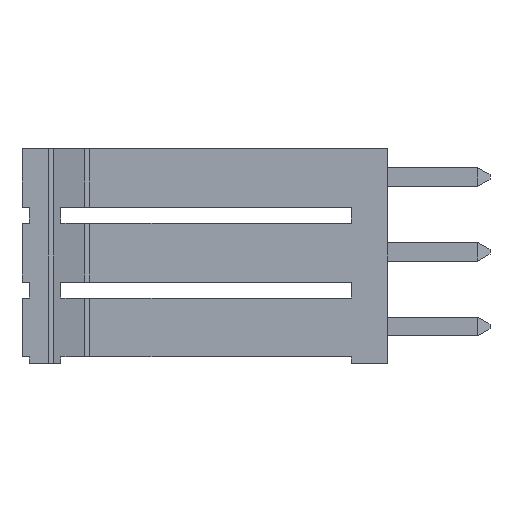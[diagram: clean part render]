
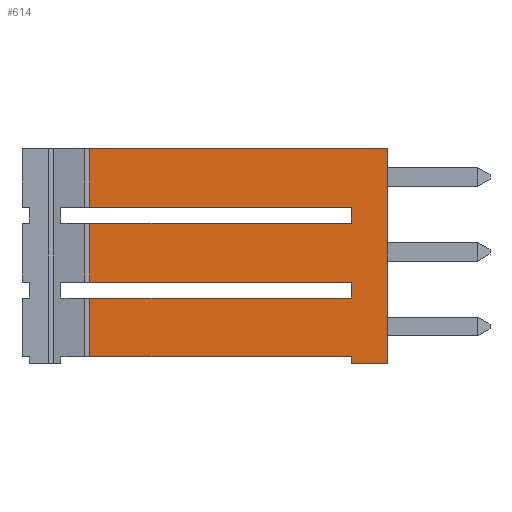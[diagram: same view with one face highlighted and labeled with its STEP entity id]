
A CAD part, left-side view. The second image highlights one B-rep face of the part: STEP entity #614.
In plain terms, the highlighted planar face has unit normal (-1, 0, 0).
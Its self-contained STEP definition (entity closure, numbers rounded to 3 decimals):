
#68 = VECTOR ( 'NONE', #2678, 1000. ) ;
#88 = AXIS2_PLACEMENT_3D ( 'NONE', #2016, #745, #128 ) ;
#128 = DIRECTION ( 'NONE',  ( 0., 0., -1. ) ) ;
#148 = LINE ( 'NONE', #2206, #3422 ) ;
#161 = CARTESIAN_POINT ( 'NONE',  ( -27.845, 21.775, -0.537 ) ) ;
#266 = CARTESIAN_POINT ( 'NONE',  ( -27.845, 21.775, -3.056 ) ) ;
#277 = LINE ( 'NONE', #1103, #68 ) ;
#299 = DIRECTION ( 'NONE',  ( 0., 1., 0. ) ) ;
#318 = LINE ( 'NONE', #2643, #1891 ) ;
#388 = VERTEX_POINT ( 'NONE', #2075 ) ;
#400 = EDGE_CURVE ( 'NONE', #4029, #1668, #713, .T. ) ;
#517 = VECTOR ( 'NONE', #1835, 1000. ) ;
#577 = VECTOR ( 'NONE', #3267, 1000. ) ;
#607 = VECTOR ( 'NONE', #2916, 1000. ) ;
#614 = ADVANCED_FACE ( 'NONE', ( #3256 ), #3621, .F. ) ;
#662 = VECTOR ( 'NONE', #2702, 1000. ) ;
#713 = LINE ( 'NONE', #2200, #517 ) ;
#745 = DIRECTION ( 'NONE',  ( 1., 0., 0. ) ) ;
#748 = DIRECTION ( 'NONE',  ( 0., -1., 0. ) ) ;
#883 = LINE ( 'NONE', #1681, #1805 ) ;
#900 = VECTOR ( 'NONE', #2858, 1000. ) ;
#925 = ORIENTED_EDGE ( 'NONE', *, *, #3644, .F. ) ;
#932 = CARTESIAN_POINT ( 'NONE',  ( -27.845, 12.962, -2.518 ) ) ;
#948 = CARTESIAN_POINT ( 'NONE',  ( -27.845, 11.742, 0. ) ) ;
#980 = ORIENTED_EDGE ( 'NONE', *, *, #2322, .T. ) ;
#988 = LINE ( 'NONE', #948, #900 ) ;
#1069 = CARTESIAN_POINT ( 'NONE',  ( -27.845, 11.742, 1.981 ) ) ;
#1103 = CARTESIAN_POINT ( 'NONE',  ( -27.845, 11.742, 1.981 ) ) ;
#1221 = VECTOR ( 'NONE', #1859, 1000. ) ;
#1236 = EDGE_CURVE ( 'NONE', #2788, #2254, #883, .T. ) ;
#1275 = DIRECTION ( 'NONE',  ( 0., -1., 0. ) ) ;
#1280 = ORIENTED_EDGE ( 'NONE', *, *, #2921, .T. ) ;
#1308 = VERTEX_POINT ( 'NONE', #1419 ) ;
#1388 = EDGE_CURVE ( 'NONE', #2198, #3460, #2179, .T. ) ;
#1400 = ORIENTED_EDGE ( 'NONE', *, *, #3418, .F. ) ;
#1419 = CARTESIAN_POINT ( 'NONE',  ( -27.845, 12.962, -0.537 ) ) ;
#1453 = VECTOR ( 'NONE', #299, 1000. ) ;
#1472 = CARTESIAN_POINT ( 'NONE',  ( -27.845, 12.962, -5.037 ) ) ;
#1473 = EDGE_LOOP ( 'NONE', ( #2185, #2856, #1400, #2935, #2995, #980, #1852, #1563, #4080, #3513, #3349, #925, #1280, #2504 ) ) ;
#1509 = LINE ( 'NONE', #2379, #662 ) ;
#1525 = LINE ( 'NONE', #1828, #2456 ) ;
#1542 = LINE ( 'NONE', #2554, #3117 ) ;
#1545 = CARTESIAN_POINT ( 'NONE',  ( -27.845, 21.775, 1.981 ) ) ;
#1558 = VERTEX_POINT ( 'NONE', #161 ) ;
#1563 = ORIENTED_EDGE ( 'NONE', *, *, #2295, .F. ) ;
#1668 = VERTEX_POINT ( 'NONE', #1472 ) ;
#1679 = VECTOR ( 'NONE', #1770, 1000. ) ;
#1681 = CARTESIAN_POINT ( 'NONE',  ( -27.845, 12.962, -67.996 ) ) ;
#1770 = DIRECTION ( 'NONE',  ( 0., -1., 0. ) ) ;
#1805 = VECTOR ( 'NONE', #3581, 1000. ) ;
#1828 = CARTESIAN_POINT ( 'NONE',  ( -27.845, 21.775, -3.056 ) ) ;
#1835 = DIRECTION ( 'NONE',  ( 0., 0., 1. ) ) ;
#1849 = VERTEX_POINT ( 'NONE', #3899 ) ;
#1852 = ORIENTED_EDGE ( 'NONE', *, *, #2380, .F. ) ;
#1859 = DIRECTION ( 'NONE',  ( 0., -1., 0. ) ) ;
#1891 = VECTOR ( 'NONE', #748, 1000. ) ;
#1995 = EDGE_CURVE ( 'NONE', #4071, #1668, #2521, .T. ) ;
#2016 = CARTESIAN_POINT ( 'NONE',  ( -27.845, 11.742, 1.981 ) ) ;
#2053 = LINE ( 'NONE', #4061, #1221 ) ;
#2075 = CARTESIAN_POINT ( 'NONE',  ( -27.845, 12.962, 0. ) ) ;
#2179 = LINE ( 'NONE', #2602, #607 ) ;
#2185 = ORIENTED_EDGE ( 'NONE', *, *, #400, .F. ) ;
#2188 = CARTESIAN_POINT ( 'NONE',  ( -27.845, 21.775, -2.518 ) ) ;
#2198 = VERTEX_POINT ( 'NONE', #1545 ) ;
#2200 = CARTESIAN_POINT ( 'NONE',  ( -27.845, 12.962, -67.996 ) ) ;
#2206 = CARTESIAN_POINT ( 'NONE',  ( -27.845, 11.742, -0.537 ) ) ;
#2244 = DIRECTION ( 'NONE',  ( 0., 0., 1. ) ) ;
#2254 = VERTEX_POINT ( 'NONE', #932 ) ;
#2295 = EDGE_CURVE ( 'NONE', #1558, #1308, #148, .T. ) ;
#2322 = EDGE_CURVE ( 'NONE', #3460, #388, #988, .T. ) ;
#2379 = CARTESIAN_POINT ( 'NONE',  ( -27.845, 11.742, -3.056 ) ) ;
#2380 = EDGE_CURVE ( 'NONE', #1308, #388, #1542, .T. ) ;
#2456 = VECTOR ( 'NONE', #4050, 1000. ) ;
#2504 = ORIENTED_EDGE ( 'NONE', *, *, #1995, .T. ) ;
#2521 = LINE ( 'NONE', #3988, #1679 ) ;
#2554 = CARTESIAN_POINT ( 'NONE',  ( -27.845, 12.962, -67.996 ) ) ;
#2583 = CARTESIAN_POINT ( 'NONE',  ( -27.845, 12.962, -5.259 ) ) ;
#2602 = CARTESIAN_POINT ( 'NONE',  ( -27.845, 21.775, 1.981 ) ) ;
#2643 = CARTESIAN_POINT ( 'NONE',  ( -27.845, 11.742, 1.981 ) ) ;
#2678 = DIRECTION ( 'NONE',  ( 0., 0., -1. ) ) ;
#2702 = DIRECTION ( 'NONE',  ( 0., -1., 0. ) ) ;
#2788 = VERTEX_POINT ( 'NONE', #3038 ) ;
#2856 = ORIENTED_EDGE ( 'NONE', *, *, #3832, .F. ) ;
#2858 = DIRECTION ( 'NONE',  ( 0., -1., 0. ) ) ;
#2916 = DIRECTION ( 'NONE',  ( 0., 0., -1. ) ) ;
#2921 = EDGE_CURVE ( 'NONE', #2942, #4071, #1525, .T. ) ;
#2926 = CARTESIAN_POINT ( 'NONE',  ( -27.845, 21.775, -5.037 ) ) ;
#2935 = ORIENTED_EDGE ( 'NONE', *, *, #3545, .F. ) ;
#2940 = CARTESIAN_POINT ( 'NONE',  ( -27.845, 21.775, -0.537 ) ) ;
#2942 = VERTEX_POINT ( 'NONE', #266 ) ;
#2991 = EDGE_CURVE ( 'NONE', #3039, #2254, #2053, .T. ) ;
#2995 = ORIENTED_EDGE ( 'NONE', *, *, #1388, .T. ) ;
#3030 = CARTESIAN_POINT ( 'NONE',  ( -27.845, 21.775, 0. ) ) ;
#3038 = CARTESIAN_POINT ( 'NONE',  ( -27.845, 12.962, -3.056 ) ) ;
#3039 = VERTEX_POINT ( 'NONE', #2188 ) ;
#3098 = LINE ( 'NONE', #2940, #577 ) ;
#3117 = VECTOR ( 'NONE', #2244, 1000. ) ;
#3127 = CARTESIAN_POINT ( 'NONE',  ( -27.845, 24.061, -5.259 ) ) ;
#3256 = FACE_OUTER_BOUND ( 'NONE', #1473, .T. ) ;
#3267 = DIRECTION ( 'NONE',  ( 0., 0., -1. ) ) ;
#3280 = EDGE_CURVE ( 'NONE', #1558, #3039, #3098, .T. ) ;
#3349 = ORIENTED_EDGE ( 'NONE', *, *, #1236, .F. ) ;
#3418 = EDGE_CURVE ( 'NONE', #4103, #1849, #277, .T. ) ;
#3422 = VECTOR ( 'NONE', #1275, 1000. ) ;
#3460 = VERTEX_POINT ( 'NONE', #3030 ) ;
#3513 = ORIENTED_EDGE ( 'NONE', *, *, #2991, .T. ) ;
#3545 = EDGE_CURVE ( 'NONE', #2198, #4103, #318, .T. ) ;
#3581 = DIRECTION ( 'NONE',  ( 0., 0., 1. ) ) ;
#3621 = PLANE ( 'NONE',  #88 ) ;
#3644 = EDGE_CURVE ( 'NONE', #2942, #2788, #1509, .T. ) ;
#3832 = EDGE_CURVE ( 'NONE', #1849, #4029, #3967, .T. ) ;
#3899 = CARTESIAN_POINT ( 'NONE',  ( -27.845, 11.742, -5.259 ) ) ;
#3967 = LINE ( 'NONE', #3127, #1453 ) ;
#3988 = CARTESIAN_POINT ( 'NONE',  ( -27.845, 11.742, -5.037 ) ) ;
#4029 = VERTEX_POINT ( 'NONE', #2583 ) ;
#4050 = DIRECTION ( 'NONE',  ( 0., 0., -1. ) ) ;
#4061 = CARTESIAN_POINT ( 'NONE',  ( -27.845, 11.742, -2.518 ) ) ;
#4071 = VERTEX_POINT ( 'NONE', #2926 ) ;
#4080 = ORIENTED_EDGE ( 'NONE', *, *, #3280, .T. ) ;
#4103 = VERTEX_POINT ( 'NONE', #1069 ) ;
